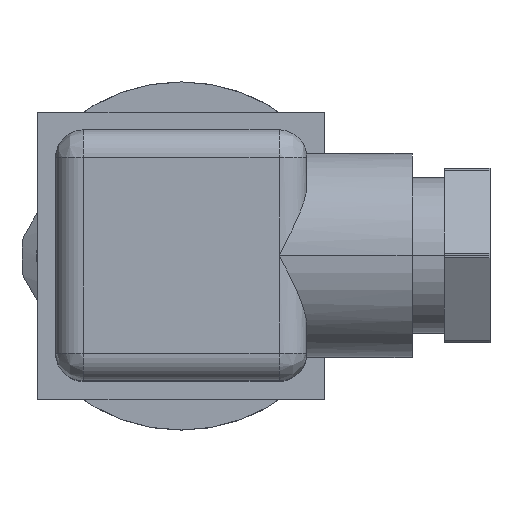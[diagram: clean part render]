
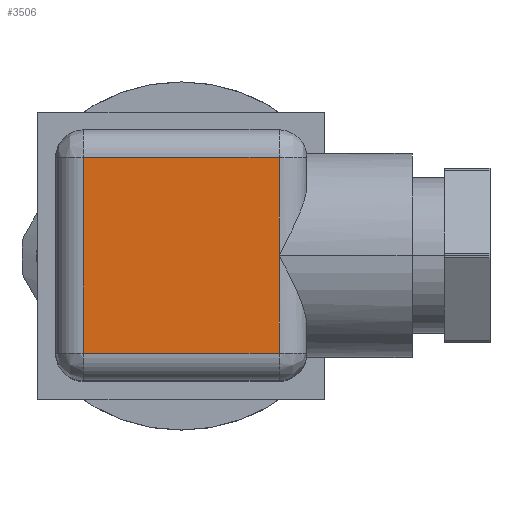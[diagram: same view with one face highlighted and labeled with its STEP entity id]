
A CAD part, top view. The second image highlights one B-rep face of the part: STEP entity #3506.
In plain terms, the highlighted planar face has unit normal (0, 0, 1).
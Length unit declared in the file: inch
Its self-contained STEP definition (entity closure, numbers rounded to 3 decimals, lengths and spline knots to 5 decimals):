
#7 = ORIENTED_EDGE ( 'NONE', *, *, #2130, .F. ) ;
#17 = FACE_OUTER_BOUND ( 'NONE', #4941, .T. ) ;
#280 = AXIS2_PLACEMENT_3D ( 'NONE', #4203, #4049, #3168 ) ;
#576 = DIRECTION ( 'NONE',  ( 0., 1., 0. ) ) ;
#658 = CARTESIAN_POINT ( 'NONE',  ( -0.42079, 0., 2.00394 ) ) ;
#815 = EDGE_CURVE ( 'NONE', #5282, #1278, #2598, .T. ) ;
#1199 = VERTEX_POINT ( 'NONE', #4260 ) ;
#1278 = VERTEX_POINT ( 'NONE', #4962 ) ;
#1495 = EDGE_CURVE ( 'NONE', #3210, #5282, #1563, .T. ) ;
#1563 = LINE ( 'NONE', #1835, #3553 ) ;
#1709 = CARTESIAN_POINT ( 'NONE',  ( 0., -0.42079, 2.00394 ) ) ;
#1835 = CARTESIAN_POINT ( 'NONE',  ( 0.42079, 0., 2.00394 ) ) ;
#1861 = VECTOR ( 'NONE', #4531, 39.37008 ) ;
#1897 = LINE ( 'NONE', #4086, #1861 ) ;
#2130 = EDGE_CURVE ( 'NONE', #3210, #1199, #2579, .T. ) ;
#2229 = VECTOR ( 'NONE', #4607, 39.37008 ) ;
#2269 = ORIENTED_EDGE ( 'NONE', *, *, #4503, .F. ) ;
#2371 = CARTESIAN_POINT ( 'NONE',  ( 0.42079, 0., 2.00394 ) ) ;
#2579 = LINE ( 'NONE', #1709, #2229 ) ;
#2598 = LINE ( 'NONE', #5152, #4400 ) ;
#2725 = CARTESIAN_POINT ( 'NONE',  ( 0.42079, -0.42079, 2.00394 ) ) ;
#2973 = VECTOR ( 'NONE', #3432, 39.37008 ) ;
#3138 = DIRECTION ( 'NONE',  ( 0., 1., 0. ) ) ;
#3168 = DIRECTION ( 'NONE',  ( 1., 0., 0. ) ) ;
#3210 = VERTEX_POINT ( 'NONE', #2725 ) ;
#3328 = ORIENTED_EDGE ( 'NONE', *, *, #815, .T. ) ;
#3432 = DIRECTION ( 'NONE',  ( 0., 1., 0. ) ) ;
#3506 = ADVANCED_FACE ( 'FACE183', ( #17 ), #4826, .T. ) ;
#3553 = VECTOR ( 'NONE', #576, 39.37008 ) ;
#3770 = LINE ( 'NONE', #658, #2973 ) ;
#3870 = VERTEX_POINT ( 'NONE', #4758 ) ;
#4049 = DIRECTION ( 'NONE',  ( 0., 0., 1. ) ) ;
#4086 = CARTESIAN_POINT ( 'NONE',  ( 0., 0.42079, 2.00394 ) ) ;
#4145 = ORIENTED_EDGE ( 'NONE', *, *, #4269, .F. ) ;
#4203 = CARTESIAN_POINT ( 'NONE',  ( 0., 0., 2.00394 ) ) ;
#4260 = CARTESIAN_POINT ( 'NONE',  ( -0.42079, -0.42079, 2.00394 ) ) ;
#4269 = EDGE_CURVE ( 'NONE', #3870, #1278, #1897, .T. ) ;
#4400 = VECTOR ( 'NONE', #3138, 39.37008 ) ;
#4503 = EDGE_CURVE ( 'NONE', #1199, #3870, #3770, .T. ) ;
#4531 = DIRECTION ( 'NONE',  ( 1., 0., 0. ) ) ;
#4607 = DIRECTION ( 'NONE',  ( -1., 0., 0. ) ) ;
#4758 = CARTESIAN_POINT ( 'NONE',  ( -0.42079, 0.42079, 2.00394 ) ) ;
#4826 = PLANE ( 'NONE',  #280 ) ;
#4941 = EDGE_LOOP ( 'NONE', ( #3328, #4145, #2269, #7, #5452 ) ) ;
#4962 = CARTESIAN_POINT ( 'NONE',  ( 0.42079, 0.42079, 2.00394 ) ) ;
#5152 = CARTESIAN_POINT ( 'NONE',  ( 0.42079, 0., 2.00394 ) ) ;
#5282 = VERTEX_POINT ( 'NONE', #2371 ) ;
#5452 = ORIENTED_EDGE ( 'NONE', *, *, #1495, .T. ) ;
